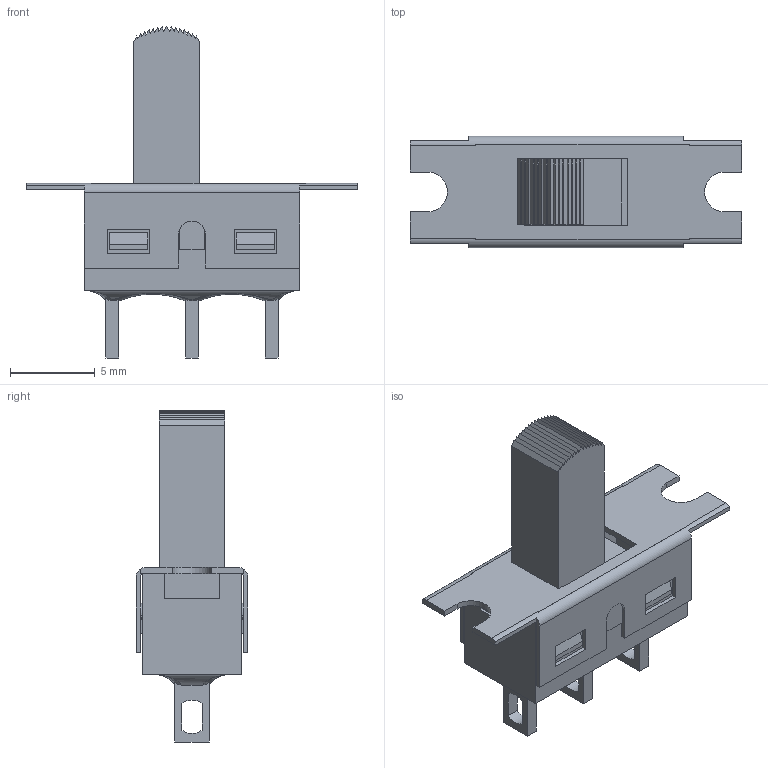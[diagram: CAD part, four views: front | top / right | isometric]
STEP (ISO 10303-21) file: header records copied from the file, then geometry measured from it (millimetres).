
FILE_DESCRIPTION((' '),'2;1');
FILE_NAME('500SSPxS3M1xEB.stp','2017-07-28T14:50:01',(' '),(' '),' ','ACIS',' ');
FILE_SCHEMA(('CONFIG_CONTROL_DESIGN'));
Length unit declared in the file: inch
Products named in the file (1): 500SSPxS3M1xEB.stp
Bounding box: 19.56 x 6.6 x 19.61 mm (x, y, z)
Volume: 407.6 mm3; surface area: 1224.9 mm2
Topology: 1 solids, 1 shells, 195 faces, 597 edges, 402 vertices
Faces by surface type: plane 165, cylinder 22, bspline 8
Entity records: 7265 total; most frequent: CARTESIAN_POINT 1751, ORIENTED_EDGE 1194, DIRECTION 1025, EDGE_CURVE 597, VECTOR 491, LINE 491, VERTEX_POINT 402, AXIS2_PLACEMENT_3D 267
